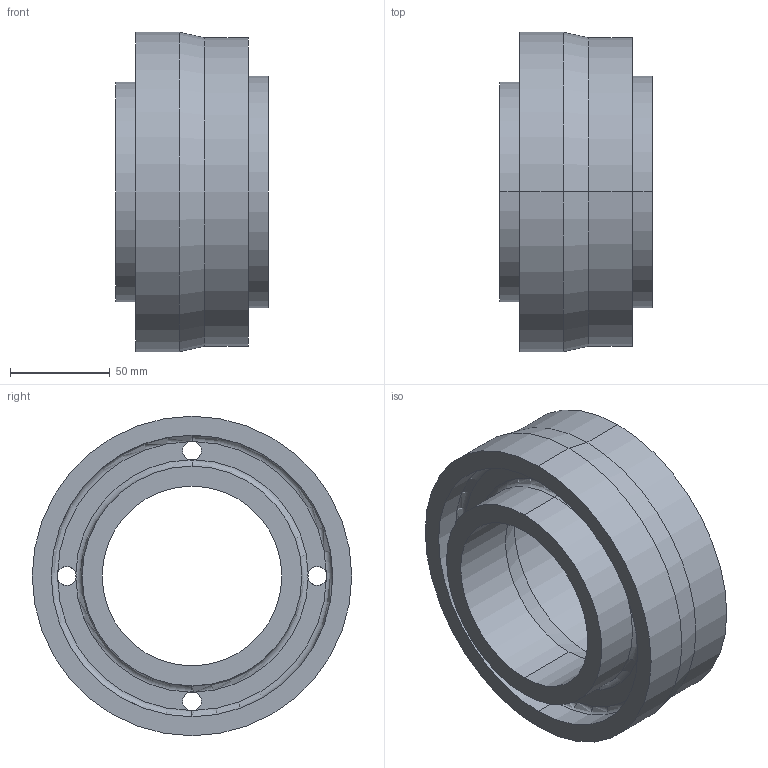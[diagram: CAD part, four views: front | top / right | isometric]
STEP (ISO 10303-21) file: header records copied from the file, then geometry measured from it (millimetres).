
FILE_DESCRIPTION (( 'STEP AP203' ), '1' );
FILE_NAME ('--7883532.STEP', '2015-03-24T15:20:54', ( 'enduser' ), ( '' ), 'SwSTEP 2.0', 'SolidWorks 2014', '' );
FILE_SCHEMA (( 'CONFIG_CONTROL_DESIGN' ));
Length unit declared in the file: inch
Products named in the file (1): --7883532
Bounding box: 76.2 x 160 x 160 mm (x, y, z)
Volume: 558809.6 mm3; surface area: 107153.5 mm2
Topology: 1 solids, 1 shells, 53 faces, 134 edges, 78 vertices
Faces by surface type: cylinder 24, plane 17, torus 8, cone 4
Entity records: 1845 total; most frequent: CARTESIAN_POINT 408, DIRECTION 336, ORIENTED_EDGE 268, AXIS2_PLACEMENT_3D 154, EDGE_CURVE 134, CIRCLE 100, VERTEX_POINT 78, EDGE_LOOP 58
